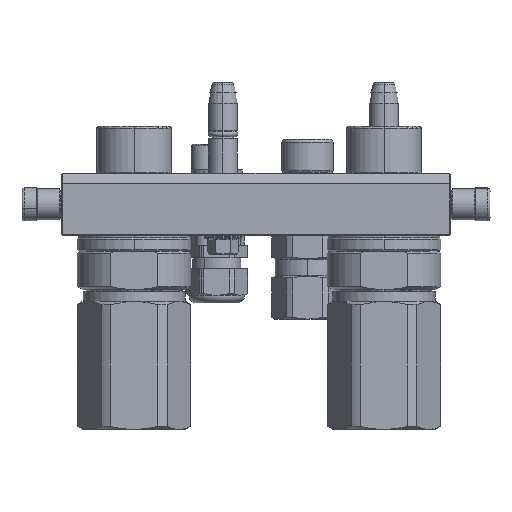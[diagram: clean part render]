
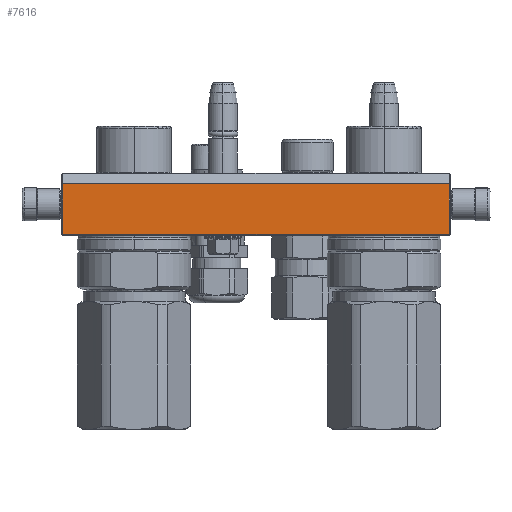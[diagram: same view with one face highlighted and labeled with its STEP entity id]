
A CAD part, left-side view. The second image highlights one B-rep face of the part: STEP entity #7616.
In plain terms, the highlighted face is planar.
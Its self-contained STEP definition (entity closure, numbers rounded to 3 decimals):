
#22 = EDGE_CURVE ( 'NONE', #17394, #19883, #57204, .T. ) ;
#2366 = VECTOR ( 'NONE', #27701, 1000. ) ;
#2620 = ORIENTED_EDGE ( 'NONE', *, *, #25661, .F. ) ;
#5668 = CARTESIAN_POINT ( 'NONE',  ( -93.5, 5., -45. ) ) ;
#7616 = ADVANCED_FACE ( 'NONE', ( #8773 ), #46530, .T. ) ;
#8655 = DIRECTION ( 'NONE',  ( 0., 0., -1. ) ) ;
#8773 = FACE_OUTER_BOUND ( 'NONE', #30504, .T. ) ;
#9741 = VERTEX_POINT ( 'NONE', #60253 ) ;
#14598 = CARTESIAN_POINT ( 'NONE',  ( 93.5, 5., -45. ) ) ;
#17394 = VERTEX_POINT ( 'NONE', #14598 ) ;
#17536 = DIRECTION ( 'NONE',  ( 0., 1., 0. ) ) ;
#18119 = VECTOR ( 'NONE', #21856, 1000. ) ;
#19883 = VERTEX_POINT ( 'NONE', #40209 ) ;
#21055 = CARTESIAN_POINT ( 'NONE',  ( 93.5, 29.5, -45. ) ) ;
#21856 = DIRECTION ( 'NONE',  ( -1., 0., 0. ) ) ;
#25661 = EDGE_CURVE ( 'NONE', #17394, #33113, #28018, .T. ) ;
#25776 = AXIS2_PLACEMENT_3D ( 'NONE', #42330, #8655, #42741 ) ;
#27701 = DIRECTION ( 'NONE',  ( 0., 1., 0. ) ) ;
#28018 = LINE ( 'NONE', #51705, #2366 ) ;
#30504 = EDGE_LOOP ( 'NONE', ( #51119, #41651, #2620, #57304 ) ) ;
#33113 = VERTEX_POINT ( 'NONE', #46132 ) ;
#40110 = VECTOR ( 'NONE', #17536, 1000. ) ;
#40209 = CARTESIAN_POINT ( 'NONE',  ( -93.5, 5., -45. ) ) ;
#41651 = ORIENTED_EDGE ( 'NONE', *, *, #60941, .F. ) ;
#42330 = CARTESIAN_POINT ( 'NONE',  ( 94., 0., -45. ) ) ;
#42741 = DIRECTION ( 'NONE',  ( -1., 0., 0. ) ) ;
#46132 = CARTESIAN_POINT ( 'NONE',  ( 93.5, 29.5, -45. ) ) ;
#46530 = PLANE ( 'NONE',  #25776 ) ;
#47907 = CARTESIAN_POINT ( 'NONE',  ( 93.5, 5., -45. ) ) ;
#50666 = LINE ( 'NONE', #5668, #40110 ) ;
#51119 = ORIENTED_EDGE ( 'NONE', *, *, #59876, .T. ) ;
#51705 = CARTESIAN_POINT ( 'NONE',  ( 93.5, 5., -45. ) ) ;
#57204 = LINE ( 'NONE', #47907, #61737 ) ;
#57304 = ORIENTED_EDGE ( 'NONE', *, *, #22, .T. ) ;
#59876 = EDGE_CURVE ( 'NONE', #19883, #9741, #50666, .T. ) ;
#60253 = CARTESIAN_POINT ( 'NONE',  ( -93.5, 29.5, -45. ) ) ;
#60941 = EDGE_CURVE ( 'NONE', #33113, #9741, #61002, .T. ) ;
#61002 = LINE ( 'NONE', #21055, #18119 ) ;
#61737 = VECTOR ( 'NONE', #62048, 1000. ) ;
#62048 = DIRECTION ( 'NONE',  ( -1., 0., 0. ) ) ;
